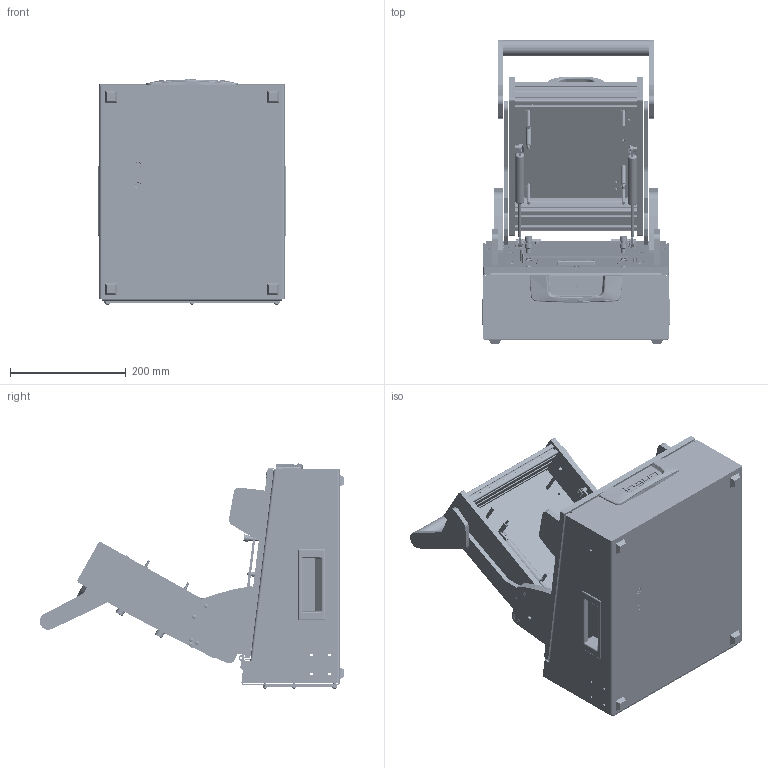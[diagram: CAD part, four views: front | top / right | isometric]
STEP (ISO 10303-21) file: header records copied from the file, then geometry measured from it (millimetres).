
FILE_DESCRIPTION (( 'STEP AP214' ), '1' );
FILE_NAME ('INGUN_105127_open.STEP', '2021-02-24T09:43:02', ( '' ), ( '' ), 'SwSTEP 2.0', 'SolidWorks 2018', '' );
FILE_SCHEMA (( 'AUTOMOTIVE_DESIGN' ));
Length unit declared in the file: millimetre
Products named in the file (106): DIN6325~n_04,0m6x014; DIN7991~n_M05,0x020; 3917~3_M 3 A; 105125~1_KUNDE offen<S>; 45992~1_S; 39894~2_KUNDE<S>; DIN912~n_M03,0x012; DIN125~n_04,3 M04,0; 36176~0_S; 41367~6_S; 32457~0_S; K_02037~0; 40519~6_S; 34328~1_S; DIN6325~n_06,0m6x012; 53032~0_S; 38786~1; 109948~0_KUNDE<S>; 2281~0; 40568~4_KUNDE<S>; DIN6325~n_04,0m6x016; 20902~0; 2497~0; 109947~0_KUNDE<S>; 2281~0_180ø<Standard>; INGUN_105127_open; ISO7380~n_M03,0x006; 109946~0_KUNDE<S>; 48728~1_S; 2196~6; 48727~1_S; 41899~3_flexiebel <S>; 39892~6_KUNDE<S>; 40515~9; K_02038~0; 45994-KIT~1_flexibel<S>; 8804~0; 53031~0_S; 43627~0_Hub 16mm<Standard>; 32462~0_S ...
Assembly tree (230 placements, depth 6):
  INGUN_105127_open
    105125~1_KUNDE offen<S>
      34330~3_S
        34324~6
        30758~0_S  x2
          30758_01~0_S
          30758_02~0_S
        20902~0
        21332~0
          21332_02~0
          21332_01~0
        31767~3_S
        2720~0  x4
        53032~0_S
        32171~0_S
        32462~0_S
        35334~0_S
        DIN7991~n_M05,0x012  x2
        DIN7991~n_M05,0x016
        8804~0
        DIN985-A2~n_M05,0  x3
        ISO7380~n_M04,0x012  x4
        DIN125~n_05,3 M05,0 Fase  x2
      105126~1_KUNDE offen<S>
        109746~0_S
          40515~9
          40518~3_S
          40565~5_S
          40519~6_S
          48509~2_S
          2281~0_180ø<Standard>  x2
            2281~0
          37188~1_S  x2
          53031~0_S
          48727~1_S
            48726~2_S
            DIN6325~n_04,0m6x012
            48565~1_S
            DIN912~n_M04,0x020  x2
            DIN125~n_06,4 M06,0 Fase
            DIN125~n_04,3 M04,0  x2
            49317~0
          48728~1_S
            48726~2_S
            DIN6325~n_04,0m6x012
            48565~1_S
            DIN125~n_06,4 M06,0 Fase
            DIN125~n_04,3 M04,0  x2
            DIN912~n_M04,0x020  x2
            49317~0
          DIN7991~n_M05,0x016  x10
          DIN7991~n_M05,0x020  x6
          DIN125~n_05,3 M05,0 Fase  x4
          DIN934~n_M05,0  x4
          DIN6325~n_04,0m6x016  x2
          DIN6325~n_06,0m6x012  x2
        105121~0_KUNDE<S>
          40567~5_KUNDE<S>
          40568~4_KUNDE<S>
          34328~1_S  x2
Bounding box: 324.6 x 525.89 x 389.02 mm (x, y, z)
Volume: 4772347.1 mm3; surface area: 2188326.2 mm2
Topology: 224 solids, 224 shells, 6929 faces, 17067 edges, 10940 vertices
Faces by surface type: plane 3022, cylinder 2647, cone 742, bspline 268, torus 148, sphere 102
Entity records: 164031 total; most frequent: CARTESIAN_POINT 41341, DIRECTION 23674, ORIENTED_EDGE 22112, EDGE_CURVE 11056, AXIS2_PLACEMENT_3D 8691, VERTEX_POINT 7174, VECTOR 6292, LINE 6292
